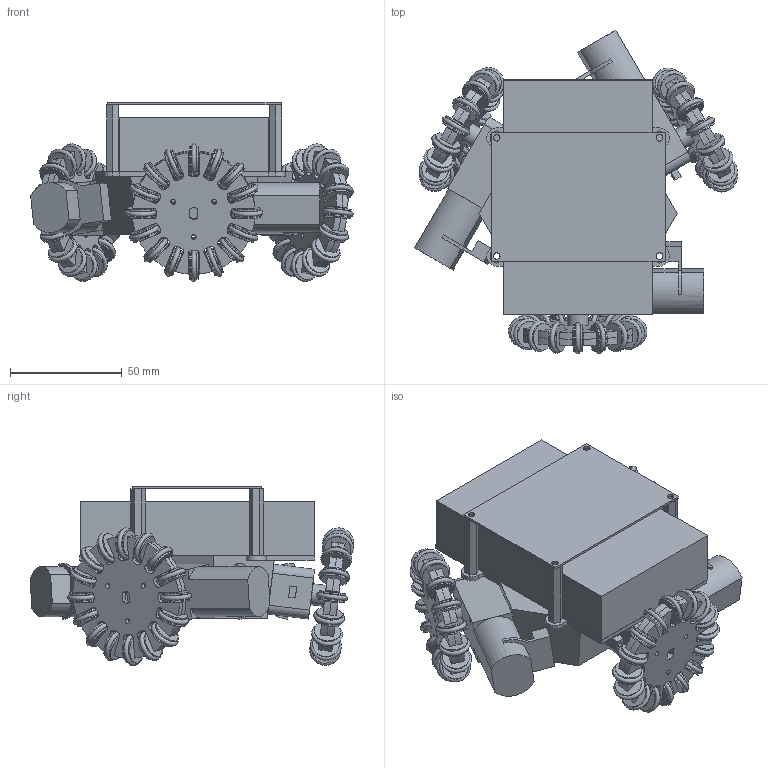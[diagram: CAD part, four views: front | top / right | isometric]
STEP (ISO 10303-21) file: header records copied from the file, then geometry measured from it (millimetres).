
FILE_DESCRIPTION(/* description */ ('STEP AP242','CAx-IF Rec.Pracs.---Representation and Presentation of Product Manufacturing Information (PMI)---4.0---2014-10-13','CAx-IF Rec.Pracs.---3D Tessellated Geometry---0.4---2014-09-14','2;1'),/* implementation_level */ '2;1');
FILE_NAME(/* name */ '66297704d1883c723a9b7d92',/* time_stamp */ '2024-04-24T21:17:57Z',/* author */ (''),/* organization */ (''),/* preprocessor_version */ 'ST-DEVELOPER v20',/* originating_system */ ' ',/* authorisation */ ' ');
FILE_SCHEMA (('AP242_MANAGED_MODEL_BASED_3D_ENGINEERING_MIM_LF { 1 0 10303 442 1 1 4 }'));
Length unit declared in the file: metre
Products named in the file (61): Robot; Spacer; Battery; Motor; PCB; Omniwheel <3>; Small Wheel <11>; Metal Wheel; O Ring; Small Wheel <12>; Wheel Top; Small Wheel <9>; Small Wheel <4>; Small Wheel <6>; Small Wheel <10>; Wheel Bottom; Small Wheel <13>; Small Wheel <1>; Small Wheel <3>; Small Wheel <5>; Small Wheel <8>; Small Wheel <7>; Small Wheel <2>; Small Wheel <15>; Small Wheel <16>; Small Wheel <14>; Frame; Omniwheel <2>; Omniwheel <1>
Assembly tree (163 placements, depth 4):
  Robot
    Spacer  x4
    Battery
    Motor  x3
    PCB
    Omniwheel <3>
      Small Wheel <11>
        Metal Wheel
        O Ring
      Small Wheel <12>
        O Ring
        Metal Wheel
      Wheel Top
      Small Wheel <9>
        O Ring
        Metal Wheel
      Small Wheel <4>
        Metal Wheel
        O Ring
      Small Wheel <6>
        O Ring
        Metal Wheel
      Small Wheel <10>
        O Ring
        Metal Wheel
      Wheel Bottom
      Small Wheel <13>
        O Ring
        Metal Wheel
      Small Wheel <1>
        O Ring
        Metal Wheel
      Small Wheel <3>
        O Ring
        Metal Wheel
      Small Wheel <5>
        O Ring
        Metal Wheel
      Small Wheel <8>
        Metal Wheel
        O Ring
      Small Wheel <7>
        O Ring
        Metal Wheel
      Small Wheel <2>
        Metal Wheel
        O Ring
      Small Wheel <15>
        O Ring
        Metal Wheel
      Small Wheel <16>
        Metal Wheel
        O Ring
      Small Wheel <14>
        O Ring
        Metal Wheel
    Frame
    Omniwheel <2>
      Wheel Top
      Small Wheel <6>
Bounding box: 144.69 x 145.14 x 80.18 mm (x, y, z)
Volume: 343744.1 mm3; surface area: 154095.6 mm2
Topology: 112 solids, 112 shells, 1899 faces, 4763 edges, 3114 vertices
Faces by surface type: plane 786, cylinder 579, cone 384, bspline 102, torus 48
Full cylindrical faces by diameter (mm): 2 x3, 2.1 x3, 2.2 x18, 3 x120, 3.95 x3, 5 x8, 7.2 x3, 9.45 x3, 12 x96
Entity records: 20169 total; most frequent: CARTESIAN_POINT 5510, DIRECTION 2894, ORIENTED_EDGE 2654, EDGE_CURVE 1327, AXIS2_PLACEMENT_3D 1006, VERTEX_POINT 914, LINE 882, VECTOR 882
